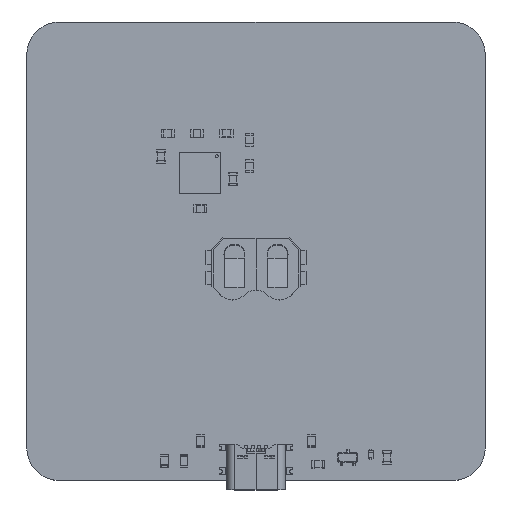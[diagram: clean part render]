
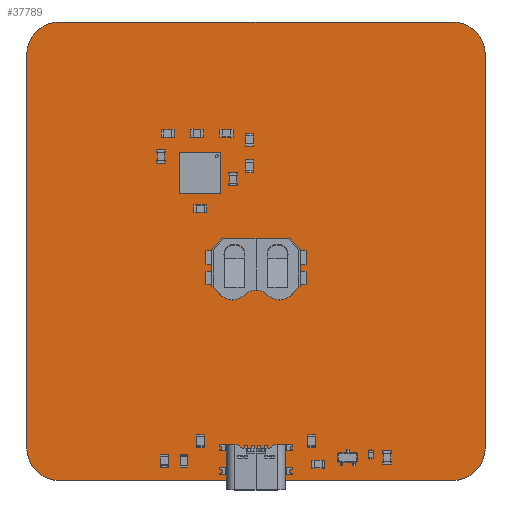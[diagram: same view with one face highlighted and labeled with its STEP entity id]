
A CAD part, top view. The second image highlights one B-rep face of the part: STEP entity #37789.
In plain terms, the highlighted planar face has unit normal (0, 0, 1).
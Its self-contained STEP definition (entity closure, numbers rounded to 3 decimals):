
#37618 = VERTEX_POINT('',#37619);
#37619 = CARTESIAN_POINT('',(125.,-40.,1.6));
#37625 = EDGE_CURVE('',#37618,#37626,#37628,.T.);
#37626 = VERTEX_POINT('',#37627);
#37627 = CARTESIAN_POINT('',(130.,-45.,1.6));
#37628 = CIRCLE('',#37629,5.);
#37629 = AXIS2_PLACEMENT_3D('',#37630,#37631,#37632);
#37630 = CARTESIAN_POINT('',(125.,-45.,1.6));
#37631 = DIRECTION('',(0.,0.,-1.));
#37632 = DIRECTION('',(0.,1.,0.));
#37660 = VERTEX_POINT('',#37661);
#37661 = CARTESIAN_POINT('',(65.,-40.,1.6));
#37667 = EDGE_CURVE('',#37660,#37618,#37668,.T.);
#37668 = LINE('',#37669,#37670);
#37669 = CARTESIAN_POINT('',(65.,-40.,1.6));
#37670 = VECTOR('',#37671,1.);
#37671 = DIRECTION('',(1.,0.,0.));
#37689 = EDGE_CURVE('',#37626,#37690,#37692,.T.);
#37690 = VERTEX_POINT('',#37691);
#37691 = CARTESIAN_POINT('',(130.,-105.,1.6));
#37692 = LINE('',#37693,#37694);
#37693 = CARTESIAN_POINT('',(130.,-45.,1.6));
#37694 = VECTOR('',#37695,1.);
#37695 = DIRECTION('',(0.,-1.,0.));
#37789 = ADVANCED_FACE('',(#37790,#37836,#37847),#37858,.T.);
#37790 = FACE_BOUND('',#37791,.T.);
#37791 = EDGE_LOOP('',(#37792,#37793,#37794,#37803,#37811,#37820,#37828,
    #37835));
#37792 = ORIENTED_EDGE('',*,*,#37625,.F.);
#37793 = ORIENTED_EDGE('',*,*,#37667,.F.);
#37794 = ORIENTED_EDGE('',*,*,#37795,.F.);
#37795 = EDGE_CURVE('',#37796,#37660,#37798,.T.);
#37796 = VERTEX_POINT('',#37797);
#37797 = CARTESIAN_POINT('',(60.,-45.,1.6));
#37798 = CIRCLE('',#37799,5.);
#37799 = AXIS2_PLACEMENT_3D('',#37800,#37801,#37802);
#37800 = CARTESIAN_POINT('',(65.,-45.,1.6));
#37801 = DIRECTION('',(0.,0.,-1.));
#37802 = DIRECTION('',(-1.,0.,-0.));
#37803 = ORIENTED_EDGE('',*,*,#37804,.F.);
#37804 = EDGE_CURVE('',#37805,#37796,#37807,.T.);
#37805 = VERTEX_POINT('',#37806);
#37806 = CARTESIAN_POINT('',(60.,-105.,1.6));
#37807 = LINE('',#37808,#37809);
#37808 = CARTESIAN_POINT('',(60.,-105.,1.6));
#37809 = VECTOR('',#37810,1.);
#37810 = DIRECTION('',(0.,1.,0.));
#37811 = ORIENTED_EDGE('',*,*,#37812,.F.);
#37812 = EDGE_CURVE('',#37813,#37805,#37815,.T.);
#37813 = VERTEX_POINT('',#37814);
#37814 = CARTESIAN_POINT('',(65.,-110.,1.6));
#37815 = CIRCLE('',#37816,5.);
#37816 = AXIS2_PLACEMENT_3D('',#37817,#37818,#37819);
#37817 = CARTESIAN_POINT('',(65.,-105.,1.6));
#37818 = DIRECTION('',(0.,0.,-1.));
#37819 = DIRECTION('',(0.,-1.,0.));
#37820 = ORIENTED_EDGE('',*,*,#37821,.F.);
#37821 = EDGE_CURVE('',#37822,#37813,#37824,.T.);
#37822 = VERTEX_POINT('',#37823);
#37823 = CARTESIAN_POINT('',(125.,-110.,1.6));
#37824 = LINE('',#37825,#37826);
#37825 = CARTESIAN_POINT('',(125.,-110.,1.6));
#37826 = VECTOR('',#37827,1.);
#37827 = DIRECTION('',(-1.,0.,0.));
#37828 = ORIENTED_EDGE('',*,*,#37829,.F.);
#37829 = EDGE_CURVE('',#37690,#37822,#37830,.T.);
#37830 = CIRCLE('',#37831,5.);
#37831 = AXIS2_PLACEMENT_3D('',#37832,#37833,#37834);
#37832 = CARTESIAN_POINT('',(125.,-105.,1.6));
#37833 = DIRECTION('',(0.,0.,-1.));
#37834 = DIRECTION('',(1.,0.,0.));
#37835 = ORIENTED_EDGE('',*,*,#37689,.F.);
#37836 = FACE_BOUND('',#37837,.T.);
#37837 = EDGE_LOOP('',(#37838));
#37838 = ORIENTED_EDGE('',*,*,#37839,.T.);
#37839 = EDGE_CURVE('',#37840,#37840,#37842,.T.);
#37840 = VERTEX_POINT('',#37841);
#37841 = CARTESIAN_POINT('',(92.11,-105.72,1.6));
#37842 = CIRCLE('',#37843,0.325);
#37843 = AXIS2_PLACEMENT_3D('',#37844,#37845,#37846);
#37844 = CARTESIAN_POINT('',(92.11,-105.395,1.6));
#37845 = DIRECTION('',(-0.,0.,-1.));
#37846 = DIRECTION('',(-0.,-1.,0.));
#37847 = FACE_BOUND('',#37848,.T.);
#37848 = EDGE_LOOP('',(#37849));
#37849 = ORIENTED_EDGE('',*,*,#37850,.T.);
#37850 = EDGE_CURVE('',#37851,#37851,#37853,.T.);
#37851 = VERTEX_POINT('',#37852);
#37852 = CARTESIAN_POINT('',(97.89,-105.72,1.6));
#37853 = CIRCLE('',#37854,0.325);
#37854 = AXIS2_PLACEMENT_3D('',#37855,#37856,#37857);
#37855 = CARTESIAN_POINT('',(97.89,-105.395,1.6));
#37856 = DIRECTION('',(-0.,0.,-1.));
#37857 = DIRECTION('',(-0.,-1.,0.));
#37858 = PLANE('',#37859);
#37859 = AXIS2_PLACEMENT_3D('',#37860,#37861,#37862);
#37860 = CARTESIAN_POINT('',(0.,0.,1.6));
#37861 = DIRECTION('',(0.,0.,1.));
#37862 = DIRECTION('',(1.,0.,-0.));
